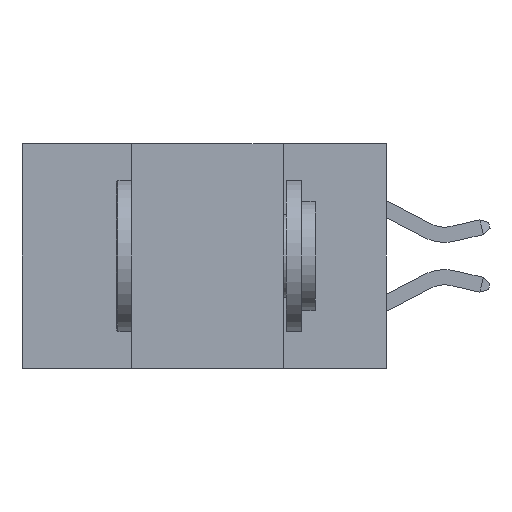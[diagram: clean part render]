
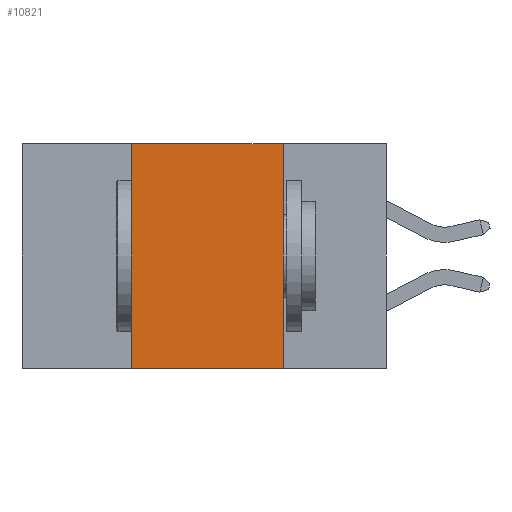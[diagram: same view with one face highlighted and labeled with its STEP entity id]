
A CAD part, left-side view. The second image highlights one B-rep face of the part: STEP entity #10821.
In plain terms, the highlighted planar face has unit normal (-1, 0, 0).
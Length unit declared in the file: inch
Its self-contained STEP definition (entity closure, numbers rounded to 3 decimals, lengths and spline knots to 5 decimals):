
#324 = DIRECTION ( 'NONE',  ( 0., 0., -1. ) ) ;
#905 = EDGE_CURVE ( 'NONE', #6120, #6345, #13276, .T. ) ;
#1502 = CARTESIAN_POINT ( 'NONE',  ( 0., 0.42, -0.37 ) ) ;
#1547 = DIRECTION ( 'NONE',  ( 0., 0., -1. ) ) ;
#1807 = ORIENTED_EDGE ( 'NONE', *, *, #6732, .F. ) ;
#2405 = EDGE_CURVE ( 'NONE', #6345, #11942, #11965, .T. ) ;
#2582 = VERTEX_POINT ( 'NONE', #7507 ) ;
#2600 = VECTOR ( 'NONE', #7340, 39.37008 ) ;
#2747 = ORIENTED_EDGE ( 'NONE', *, *, #11782, .T. ) ;
#3473 = ORIENTED_EDGE ( 'NONE', *, *, #2405, .F. ) ;
#3726 = VECTOR ( 'NONE', #11328, 39.37008 ) ;
#4035 = CARTESIAN_POINT ( 'NONE',  ( 0., 0.6, 0. ) ) ;
#5287 = CARTESIAN_POINT ( 'NONE',  ( 0., 0.17, 0. ) ) ;
#6055 = EDGE_LOOP ( 'NONE', ( #1807, #3473, #8158, #2747 ) ) ;
#6076 = CARTESIAN_POINT ( 'NONE',  ( 0., 0.6, -0.37 ) ) ;
#6120 = VERTEX_POINT ( 'NONE', #1502 ) ;
#6345 = VERTEX_POINT ( 'NONE', #8094 ) ;
#6732 = EDGE_CURVE ( 'NONE', #11942, #2582, #6958, .T. ) ;
#6958 = LINE ( 'NONE', #5287, #9755 ) ;
#7340 = DIRECTION ( 'NONE',  ( 0., -1., 0. ) ) ;
#7507 = CARTESIAN_POINT ( 'NONE',  ( 0., 0.17, -0.37 ) ) ;
#7801 = FACE_OUTER_BOUND ( 'NONE', #6055, .T. ) ;
#8094 = CARTESIAN_POINT ( 'NONE',  ( 0., 0.42, 0. ) ) ;
#8158 = ORIENTED_EDGE ( 'NONE', *, *, #905, .F. ) ;
#8315 = CARTESIAN_POINT ( 'NONE',  ( 0., 0.42, 0. ) ) ;
#8915 = DIRECTION ( 'NONE',  ( 1., 0., 0. ) ) ;
#9755 = VECTOR ( 'NONE', #324, 39.37008 ) ;
#10370 = CARTESIAN_POINT ( 'NONE',  ( 0., 0.6, 0. ) ) ;
#10821 = ADVANCED_FACE ( 'NONE', ( #7801 ), #14657, .F. ) ;
#11252 = VECTOR ( 'NONE', #12253, 39.37008 ) ;
#11328 = DIRECTION ( 'NONE',  ( 0., 0., 1. ) ) ;
#11782 = EDGE_CURVE ( 'NONE', #6120, #2582, #12216, .T. ) ;
#11942 = VERTEX_POINT ( 'NONE', #14496 ) ;
#11965 = LINE ( 'NONE', #10370, #11252 ) ;
#12216 = LINE ( 'NONE', #6076, #2600 ) ;
#12253 = DIRECTION ( 'NONE',  ( 0., -1., 0. ) ) ;
#13276 = LINE ( 'NONE', #8315, #3726 ) ;
#13675 = AXIS2_PLACEMENT_3D ( 'NONE', #4035, #8915, #1547 ) ;
#14496 = CARTESIAN_POINT ( 'NONE',  ( 0., 0.17, 0. ) ) ;
#14657 = PLANE ( 'NONE',  #13675 ) ;
